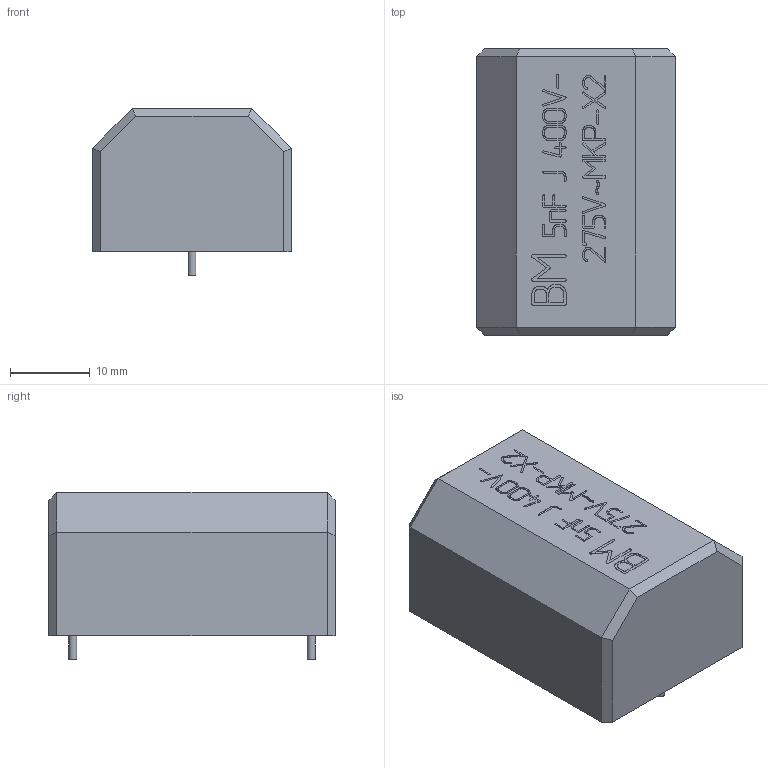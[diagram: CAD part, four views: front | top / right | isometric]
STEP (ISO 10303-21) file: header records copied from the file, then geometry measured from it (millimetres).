
FILE_DESCRIPTION(('STEP AP214'), '1');
FILE_NAME('BM 5nF J 400V', '2022-07-13T07:31:30', ('ava'), (''), 'ASCON STEP Converter 1.3', 'ASCON Math Kernel', '');
FILE_SCHEMA(('AUTOMOTIVE_DESIGN { 1 0 10303 214 3 1 1}'));
Length unit declared in the file: millimetre
Products named in the file (1): 2
Bounding box: 25 x 36 x 21 mm (x, y, z)
Volume: 15250.3 mm3; surface area: 3688.8 mm2
Topology: 1 solids, 1 shells, 946 faces, 2737 edges, 1822 vertices
Faces by surface type: cylinder 487, plane 459
Full cylindrical faces by diameter (mm): 1 x2
Entity records: 38825 total; most frequent: DIRECTION 5603, CARTESIAN_POINT 5504, ORIENTED_EDGE 5470, EDGE_CURVE 2735, AXIS2_PLACEMENT_3D 1921, VERTEX_POINT 1822, LINE 1761, VECTOR 1761
